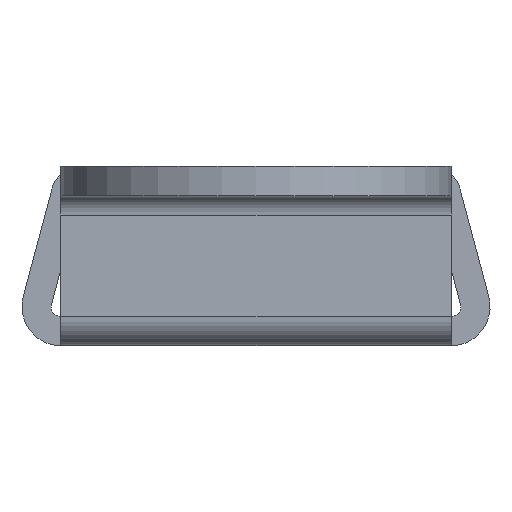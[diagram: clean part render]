
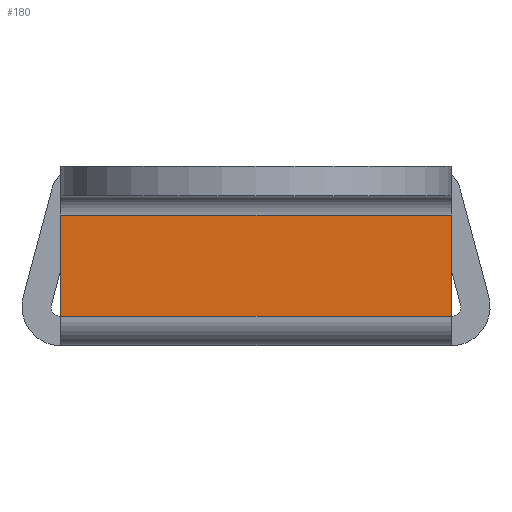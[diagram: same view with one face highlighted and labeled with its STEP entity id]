
A CAD part, left-side view. The second image highlights one B-rep face of the part: STEP entity #180.
In plain terms, the highlighted planar face has unit normal (-1, 0, 0).
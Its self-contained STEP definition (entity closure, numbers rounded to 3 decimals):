
#180=ADVANCED_FACE('',(#605),#604,.T.);
#604=PLANE('',#2058);
#605=FACE_OUTER_BOUND('',#2059,.T.);
#2055=CARTESIAN_POINT('',(-10.5,-12.,0.98));
#2056=DIRECTION('',(-1.,0.,0.));
#2057=DIRECTION('',(0.,0.,1.));
#2058=AXIS2_PLACEMENT_3D('',#2055,#2056,#2057);
#2059=EDGE_LOOP('',(#2981,#2982,#2983,#2984));
#2981=ORIENTED_EDGE('',*,*,#3795,.F.);
#2982=ORIENTED_EDGE('',*,*,#3796,.F.);
#2983=ORIENTED_EDGE('',*,*,#3797,.T.);
#2984=ORIENTED_EDGE('',*,*,#3708,.T.);
#3708=EDGE_CURVE('',#4456,#4449,#4457,.T.);
#3795=EDGE_CURVE('',#5043,#4449,#5044,.T.);
#3796=EDGE_CURVE('',#5050,#5043,#5051,.T.);
#3797=EDGE_CURVE('',#5050,#4456,#5057,.T.);
#4449=VERTEX_POINT('',#7370);
#4456=VERTEX_POINT('',#7375);
#4457=LINE('',#7376,#7377);
#5043=VERTEX_POINT('',#7736);
#5044=LINE('',#7737,#7738);
#5050=VERTEX_POINT('',#7740);
#5051=LINE('',#7741,#7742);
#5057=LINE('',#7744,#7745);
#7370=CARTESIAN_POINT('',(-10.5,10.,6.7));
#7375=CARTESIAN_POINT('',(-10.5,-10.,6.7));
#7376=CARTESIAN_POINT('',(-10.5,-10.,6.7));
#7377=VECTOR('',#7378,20.);
#7378=DIRECTION('',(0.,1.,0.));
#7736=CARTESIAN_POINT('',(-10.5,10.,1.5));
#7737=CARTESIAN_POINT('',(-10.5,10.,1.5));
#7738=VECTOR('',#7739,5.2);
#7739=DIRECTION('',(0.,0.,1.));
#7740=CARTESIAN_POINT('',(-10.5,-10.,1.5));
#7741=CARTESIAN_POINT('',(-10.5,-10.,1.5));
#7742=VECTOR('',#7743,20.);
#7743=DIRECTION('',(0.,1.,0.));
#7744=CARTESIAN_POINT('',(-10.5,-10.,1.5));
#7745=VECTOR('',#7746,5.2);
#7746=DIRECTION('',(0.,0.,1.));
